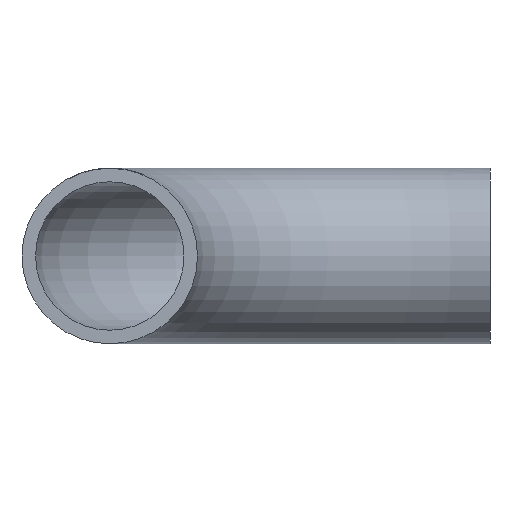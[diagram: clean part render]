
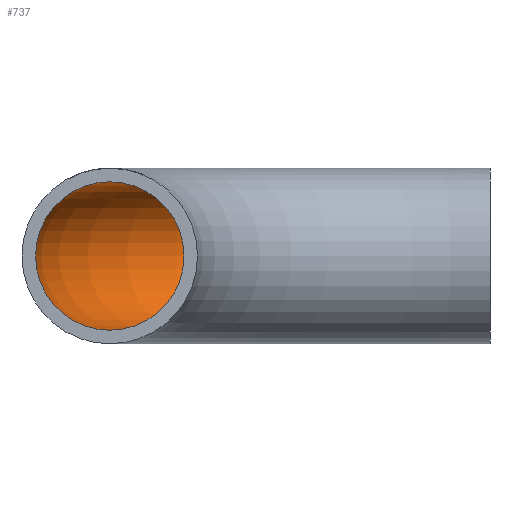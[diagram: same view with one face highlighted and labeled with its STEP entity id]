
A CAD part, front view. The second image highlights one B-rep face of the part: STEP entity #737.
In plain terms, the highlighted toroidal (fillet/blend) face has major radius 73 mm and minor radius 14.25 mm.
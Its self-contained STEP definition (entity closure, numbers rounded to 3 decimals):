
#737 = ADVANCED_FACE ( 'NONE', ( #2373, #8593 ), #10880, .F. ) ;
#941 = CARTESIAN_POINT ( 'NONE',  ( 0., 0., 0. ) ) ;
#2373 = FACE_OUTER_BOUND ( 'NONE', #3861, .T. ) ;
#3276 = ORIENTED_EDGE ( 'NONE', *, *, #9764, .T. ) ;
#3861 = EDGE_LOOP ( 'NONE', ( #3276 ) ) ;
#4762 = VERTEX_POINT ( 'NONE', #7773 ) ;
#6053 = AXIS2_PLACEMENT_3D ( 'NONE', #941, #16694, #6353 ) ;
#6189 = VERTEX_POINT ( 'NONE', #11610 ) ;
#6194 = DIRECTION ( 'NONE',  ( 1., 0., 0. ) ) ;
#6232 = EDGE_LOOP ( 'NONE', ( #11159 ) ) ;
#6353 = DIRECTION ( 'NONE',  ( -1., 0., 0. ) ) ;
#7773 = CARTESIAN_POINT ( 'NONE',  ( -73., 0., 14.25 ) ) ;
#8593 = FACE_OUTER_BOUND ( 'NONE', #6232, .T. ) ;
#8658 = AXIS2_PLACEMENT_3D ( 'NONE', #9691, #11188, #10031 ) ;
#8679 = EDGE_CURVE ( 'NONE', #4762, #4762, #15197, .T. ) ;
#9691 = CARTESIAN_POINT ( 'NONE',  ( -73., 0., 0. ) ) ;
#9764 = EDGE_CURVE ( 'NONE', #6189, #6189, #13787, .T. ) ;
#10031 = DIRECTION ( 'NONE',  ( 0., 0., 1. ) ) ;
#10096 = AXIS2_PLACEMENT_3D ( 'NONE', #11531, #6194, #11793 ) ;
#10880 = TOROIDAL_SURFACE ( 'NONE', #6053, 73., 14.25 ) ;
#11159 = ORIENTED_EDGE ( 'NONE', *, *, #8679, .F. ) ;
#11188 = DIRECTION ( 'NONE',  ( 0., 1., 0. ) ) ;
#11531 = CARTESIAN_POINT ( 'NONE',  ( 0., 73., 0. ) ) ;
#11610 = CARTESIAN_POINT ( 'NONE',  ( 0., 87.25, 0. ) ) ;
#11793 = DIRECTION ( 'NONE',  ( 0., 1., 0. ) ) ;
#13787 = CIRCLE ( 'NONE', #10096, 14.25 ) ;
#15197 = CIRCLE ( 'NONE', #8658, 14.25 ) ;
#16694 = DIRECTION ( 'NONE',  ( 0., 0., -1. ) ) ;
